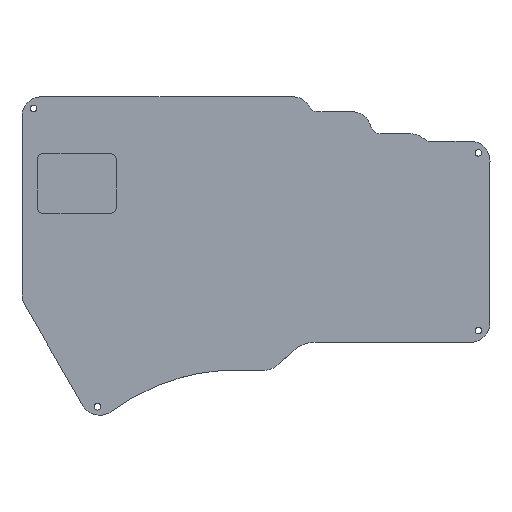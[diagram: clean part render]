
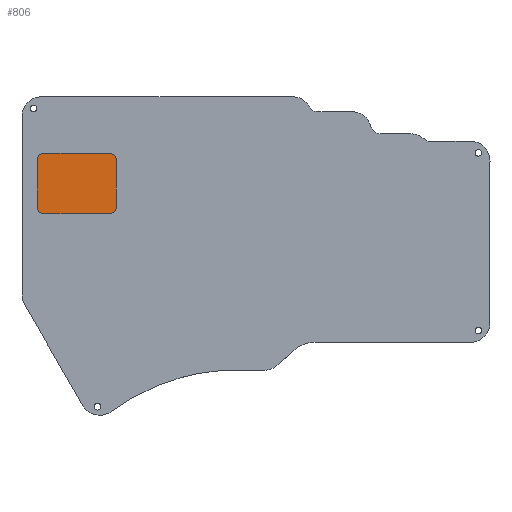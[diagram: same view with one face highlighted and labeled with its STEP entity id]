
A CAD part, top view. The second image highlights one B-rep face of the part: STEP entity #806.
In plain terms, the highlighted planar face has unit normal (0, 0, 1).
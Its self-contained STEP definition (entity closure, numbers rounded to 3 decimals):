
#28=PLANE('',#889);
#82=FACE_OUTER_BOUND('',#130,.T.);
#130=EDGE_LOOP('',(#643,#644,#645,#646,#647,#648,#649,#650));
#187=LINE('',#1305,#256);
#191=LINE('',#1317,#260);
#195=LINE('',#1329,#264);
#197=LINE('',#1337,#266);
#256=VECTOR('',#1044,10.);
#260=VECTOR('',#1056,10.);
#264=VECTOR('',#1068,10.);
#266=VECTOR('',#1078,10.);
#328=CIRCLE('',#875,2.);
#330=CIRCLE('',#879,2.);
#332=CIRCLE('',#883,2.);
#334=CIRCLE('',#887,2.);
#390=VERTEX_POINT('',#1292);
#391=VERTEX_POINT('',#1293);
#395=VERTEX_POINT('',#1303);
#396=VERTEX_POINT('',#1307);
#399=VERTEX_POINT('',#1315);
#400=VERTEX_POINT('',#1319);
#403=VERTEX_POINT('',#1327);
#404=VERTEX_POINT('',#1331);
#478=EDGE_CURVE('',#390,#391,#328,.T.);
#484=EDGE_CURVE('',#390,#395,#187,.T.);
#485=EDGE_CURVE('',#396,#395,#330,.T.);
#490=EDGE_CURVE('',#396,#399,#191,.T.);
#491=EDGE_CURVE('',#400,#399,#332,.T.);
#496=EDGE_CURVE('',#400,#403,#195,.T.);
#497=EDGE_CURVE('',#404,#403,#334,.T.);
#500=EDGE_CURVE('',#404,#391,#197,.T.);
#643=ORIENTED_EDGE('',*,*,#478,.F.);
#644=ORIENTED_EDGE('',*,*,#484,.T.);
#645=ORIENTED_EDGE('',*,*,#485,.F.);
#646=ORIENTED_EDGE('',*,*,#490,.T.);
#647=ORIENTED_EDGE('',*,*,#491,.F.);
#648=ORIENTED_EDGE('',*,*,#496,.T.);
#649=ORIENTED_EDGE('',*,*,#497,.F.);
#650=ORIENTED_EDGE('',*,*,#500,.T.);
#806=ADVANCED_FACE('',(#82),#28,.T.);
#875=AXIS2_PLACEMENT_3D('',#1294,#1034,#1035);
#879=AXIS2_PLACEMENT_3D('',#1308,#1047,#1048);
#883=AXIS2_PLACEMENT_3D('',#1320,#1059,#1060);
#887=AXIS2_PLACEMENT_3D('',#1332,#1071,#1072);
#889=AXIS2_PLACEMENT_3D('',#1336,#1076,#1077);
#1034=DIRECTION('center_axis',(0.,0.,-1.));
#1035=DIRECTION('ref_axis',(-0.707,0.707,0.));
#1044=DIRECTION('',(0.,-1.,0.));
#1047=DIRECTION('center_axis',(0.,0.,-1.));
#1048=DIRECTION('ref_axis',(-0.707,-0.707,0.));
#1056=DIRECTION('',(1.,0.,0.));
#1059=DIRECTION('center_axis',(0.,0.,-1.));
#1060=DIRECTION('ref_axis',(0.707,-0.707,0.));
#1068=DIRECTION('',(0.,1.,0.));
#1071=DIRECTION('center_axis',(0.,0.,-1.));
#1072=DIRECTION('ref_axis',(0.707,0.707,0.));
#1076=DIRECTION('center_axis',(0.,0.,1.));
#1077=DIRECTION('ref_axis',(1.,0.,0.));
#1078=DIRECTION('',(-1.,0.,0.));
#1292=CARTESIAN_POINT('',(240.705,-62.548,-2.5));
#1293=CARTESIAN_POINT('',(242.705,-60.548,-2.5));
#1294=CARTESIAN_POINT('Origin',(242.705,-62.548,-2.5));
#1303=CARTESIAN_POINT('',(240.705,-76.943,-2.5));
#1305=CARTESIAN_POINT('',(240.705,-60.548,-2.5));
#1307=CARTESIAN_POINT('',(242.704,-78.943,-2.5));
#1308=CARTESIAN_POINT('Origin',(242.705,-76.943,-2.5));
#1315=CARTESIAN_POINT('',(262.699,-78.946,-2.5));
#1317=CARTESIAN_POINT('',(240.705,-78.942,-2.5));
#1319=CARTESIAN_POINT('',(264.7,-76.946,-2.5));
#1320=CARTESIAN_POINT('Origin',(262.7,-76.946,-2.5));
#1327=CARTESIAN_POINT('',(264.7,-62.548,-2.5));
#1329=CARTESIAN_POINT('',(264.7,-78.946,-2.5));
#1331=CARTESIAN_POINT('',(262.7,-60.548,-2.5));
#1332=CARTESIAN_POINT('Origin',(262.7,-62.548,-2.5));
#1336=CARTESIAN_POINT('Origin',(252.702,-69.747,-2.5));
#1337=CARTESIAN_POINT('',(264.7,-60.548,-2.5));
